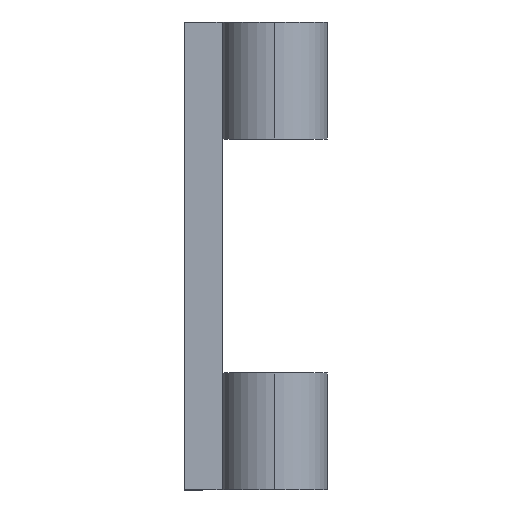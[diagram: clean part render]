
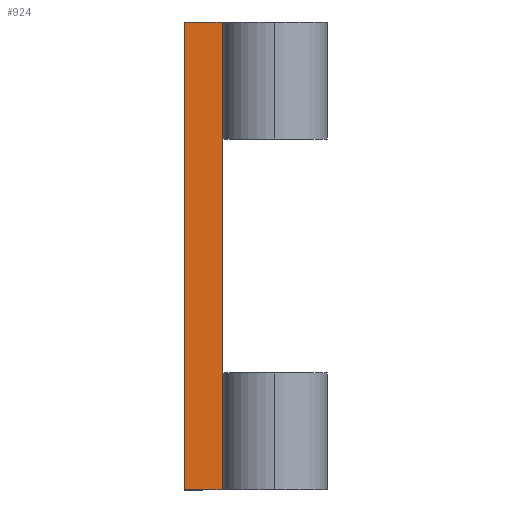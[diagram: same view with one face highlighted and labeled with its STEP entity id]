
A CAD part, left-side view. The second image highlights one B-rep face of the part: STEP entity #924.
In plain terms, the highlighted planar face has unit normal (-1, 0, 0).
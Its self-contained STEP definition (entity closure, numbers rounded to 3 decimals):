
#50 = VECTOR ( 'NONE', #73, 1000. ) ;
#58 = CARTESIAN_POINT ( 'NONE',  ( -260., 16., -100. ) ) ;
#73 = DIRECTION ( 'NONE',  ( 0., -1., 0. ) ) ;
#153 = CARTESIAN_POINT ( 'NONE',  ( -260., 16., -100. ) ) ;
#189 = VERTEX_POINT ( 'NONE', #1083 ) ;
#192 = LINE ( 'NONE', #655, #284 ) ;
#238 = CARTESIAN_POINT ( 'NONE',  ( -260., 16., 100. ) ) ;
#245 = CARTESIAN_POINT ( 'NONE',  ( -260., 0., -100. ) ) ;
#284 = VECTOR ( 'NONE', #1123, 1000. ) ;
#343 = DIRECTION ( 'NONE',  ( 0., -1., 0. ) ) ;
#431 = DIRECTION ( 'NONE',  ( 1., 0., 0. ) ) ;
#450 = CARTESIAN_POINT ( 'NONE',  ( -260., 16., -100. ) ) ;
#500 = EDGE_CURVE ( 'NONE', #552, #189, #820, .T. ) ;
#502 = EDGE_CURVE ( 'NONE', #934, #552, #625, .T. ) ;
#531 = LINE ( 'NONE', #238, #50 ) ;
#543 = VERTEX_POINT ( 'NONE', #1196 ) ;
#552 = VERTEX_POINT ( 'NONE', #245 ) ;
#580 = VECTOR ( 'NONE', #343, 1000. ) ;
#618 = EDGE_CURVE ( 'NONE', #543, #189, #531, .T. ) ;
#625 = LINE ( 'NONE', #450, #580 ) ;
#655 = CARTESIAN_POINT ( 'NONE',  ( -260., 16., -100. ) ) ;
#678 = EDGE_CURVE ( 'NONE', #934, #543, #192, .T. ) ;
#712 = ORIENTED_EDGE ( 'NONE', *, *, #678, .F. ) ;
#716 = DIRECTION ( 'NONE',  ( 0., 0., 1. ) ) ;
#783 = ORIENTED_EDGE ( 'NONE', *, *, #502, .T. ) ;
#820 = LINE ( 'NONE', #894, #1006 ) ;
#842 = EDGE_LOOP ( 'NONE', ( #957, #1052, #712, #783 ) ) ;
#894 = CARTESIAN_POINT ( 'NONE',  ( -260., 0., -100. ) ) ;
#924 = ADVANCED_FACE ( 'NONE', ( #985 ), #991, .F. ) ;
#934 = VERTEX_POINT ( 'NONE', #58 ) ;
#957 = ORIENTED_EDGE ( 'NONE', *, *, #500, .T. ) ;
#985 = FACE_OUTER_BOUND ( 'NONE', #842, .T. ) ;
#991 = PLANE ( 'NONE',  #1177 ) ;
#1006 = VECTOR ( 'NONE', #716, 1000. ) ;
#1052 = ORIENTED_EDGE ( 'NONE', *, *, #618, .F. ) ;
#1079 = DIRECTION ( 'NONE',  ( 0., 0., -1. ) ) ;
#1083 = CARTESIAN_POINT ( 'NONE',  ( -260., 0., 100. ) ) ;
#1123 = DIRECTION ( 'NONE',  ( 0., 0., 1. ) ) ;
#1177 = AXIS2_PLACEMENT_3D ( 'NONE', #153, #431, #1079 ) ;
#1196 = CARTESIAN_POINT ( 'NONE',  ( -260., 16., 100. ) ) ;
